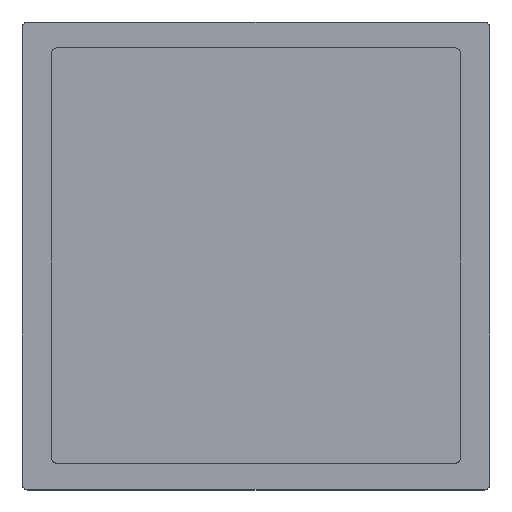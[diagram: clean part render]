
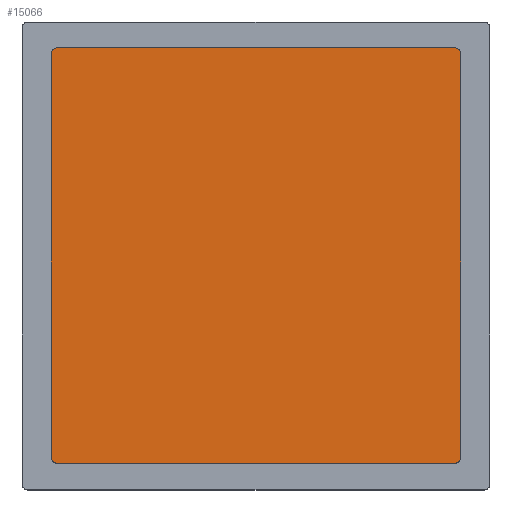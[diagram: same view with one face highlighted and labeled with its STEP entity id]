
A CAD part, top view. The second image highlights one B-rep face of the part: STEP entity #15066.
In plain terms, the highlighted planar face has unit normal (0, 0, 1).
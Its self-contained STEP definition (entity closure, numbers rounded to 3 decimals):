
#1186=FACE_OUTER_BOUND('',#1971,.T.);
#1971=EDGE_LOOP('',(#10207,#10208,#10209,#10210,#10211,#10212,#10213,#10214));
#2847=LINE('',#21481,#4525);
#2848=LINE('',#21485,#4526);
#2849=LINE('',#21489,#4527);
#2850=LINE('',#21493,#4528);
#4525=VECTOR('',#17265,10.);
#4526=VECTOR('',#17268,10.);
#4527=VECTOR('',#17271,10.);
#4528=VECTOR('',#17274,10.);
#6203=CIRCLE('',#15985,1.);
#6204=CIRCLE('',#15986,1.);
#6205=CIRCLE('',#15987,1.);
#6206=CIRCLE('',#15988,1.);
#6628=VERTEX_POINT('',#21479);
#6629=VERTEX_POINT('',#21480);
#6630=VERTEX_POINT('',#21482);
#6631=VERTEX_POINT('',#21484);
#6632=VERTEX_POINT('',#21486);
#6633=VERTEX_POINT('',#21488);
#6634=VERTEX_POINT('',#21490);
#6635=VERTEX_POINT('',#21492);
#8039=EDGE_CURVE('',#6628,#6629,#2847,.T.);
#8040=EDGE_CURVE('',#6630,#6628,#6203,.T.);
#8041=EDGE_CURVE('',#6631,#6630,#2848,.T.);
#8042=EDGE_CURVE('',#6632,#6631,#6204,.T.);
#8043=EDGE_CURVE('',#6633,#6632,#2849,.T.);
#8044=EDGE_CURVE('',#6634,#6633,#6205,.T.);
#8045=EDGE_CURVE('',#6635,#6634,#2850,.T.);
#8046=EDGE_CURVE('',#6629,#6635,#6206,.T.);
#10207=ORIENTED_EDGE('',*,*,#8039,.F.);
#10208=ORIENTED_EDGE('',*,*,#8040,.F.);
#10209=ORIENTED_EDGE('',*,*,#8041,.F.);
#10210=ORIENTED_EDGE('',*,*,#8042,.F.);
#10211=ORIENTED_EDGE('',*,*,#8043,.F.);
#10212=ORIENTED_EDGE('',*,*,#8044,.F.);
#10213=ORIENTED_EDGE('',*,*,#8045,.F.);
#10214=ORIENTED_EDGE('',*,*,#8046,.F.);
#14536=PLANE('',#15984);
#15066=ADVANCED_FACE('',(#1186),#14536,.T.);
#15984=AXIS2_PLACEMENT_3D('',#21478,#17263,#17264);
#15985=AXIS2_PLACEMENT_3D('',#21483,#17266,#17267);
#15986=AXIS2_PLACEMENT_3D('',#21487,#17269,#17270);
#15987=AXIS2_PLACEMENT_3D('',#21491,#17272,#17273);
#15988=AXIS2_PLACEMENT_3D('',#21494,#17275,#17276);
#17263=DIRECTION('center_axis',(0.,0.,1.));
#17264=DIRECTION('ref_axis',(1.,0.,0.));
#17265=DIRECTION('',(0.,1.,0.));
#17266=DIRECTION('center_axis',(0.,0.,-1.));
#17267=DIRECTION('ref_axis',(1.,0.,0.));
#17268=DIRECTION('',(-1.,0.,0.));
#17269=DIRECTION('center_axis',(0.,0.,-1.));
#17270=DIRECTION('ref_axis',(0.,1.,0.));
#17271=DIRECTION('',(0.,-1.,0.));
#17272=DIRECTION('center_axis',(0.,0.,-1.));
#17273=DIRECTION('ref_axis',(-1.,0.,0.));
#17274=DIRECTION('',(1.,0.,0.));
#17275=DIRECTION('center_axis',(0.,0.,-1.));
#17276=DIRECTION('ref_axis',(0.,-1.,0.));
#21478=CARTESIAN_POINT('Origin',(0.,0.,
46.));
#21479=CARTESIAN_POINT('',(-35.,-34.5,46.));
#21480=CARTESIAN_POINT('',(-35.,34.5,46.));
#21481=CARTESIAN_POINT('',(-35.,-34.5,46.));
#21482=CARTESIAN_POINT('',(-34.,-35.5,46.));
#21483=CARTESIAN_POINT('Origin',(-34.,-34.5,46.));
#21484=CARTESIAN_POINT('',(34.,-35.5,46.));
#21485=CARTESIAN_POINT('',(34.,-35.5,46.));
#21486=CARTESIAN_POINT('',(35.,-34.5,46.));
#21487=CARTESIAN_POINT('Origin',(34.,-34.5,46.));
#21488=CARTESIAN_POINT('',(35.,34.5,46.));
#21489=CARTESIAN_POINT('',(35.,34.5,46.));
#21490=CARTESIAN_POINT('',(34.,35.5,46.));
#21491=CARTESIAN_POINT('Origin',(34.,34.5,46.));
#21492=CARTESIAN_POINT('',(-34.,35.5,46.));
#21493=CARTESIAN_POINT('',(-34.,35.5,46.));
#21494=CARTESIAN_POINT('Origin',(-34.,34.5,46.));
